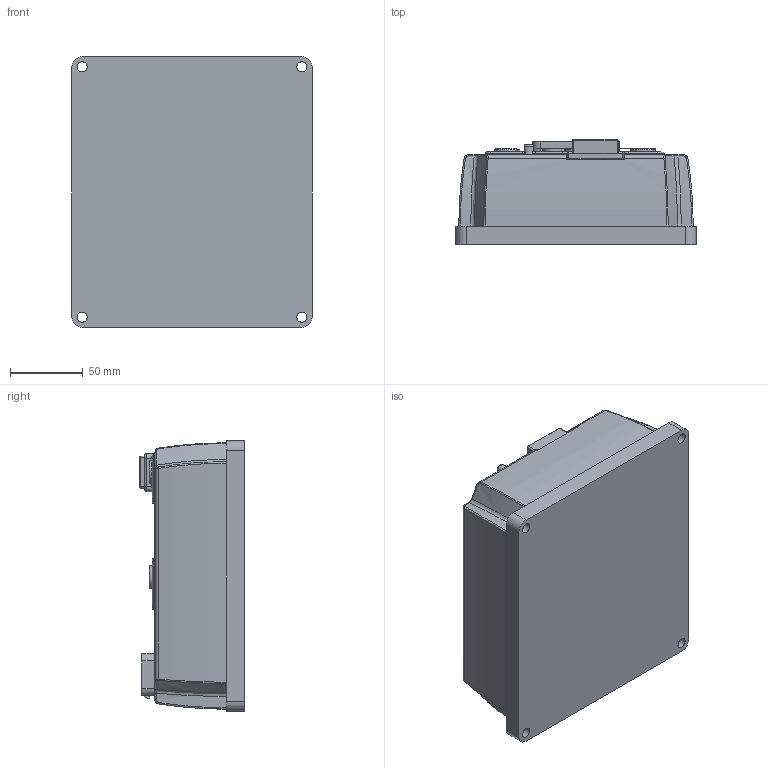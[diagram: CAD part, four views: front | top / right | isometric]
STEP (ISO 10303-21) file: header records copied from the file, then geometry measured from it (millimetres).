
FILE_DESCRIPTION(/* description */ (''),/* implementation_level */ '2;1');
FILE_NAME(/* name */ 'SEVCON GEN4 MOTOR CONTROLLER v2.step',/* time_stamp */ '2018-11-28T10:36:29-05:00',/* author */ ('aegadson'),/* organization */ (''),/* preprocessor_version */ 'ST-DEVELOPER v17.2',/* originating_system */ 'Autodesk Translation Framework v7.6.0.251',/* authorisation */ '');
FILE_SCHEMA (('AUTOMOTIVE_DESIGN { 1 0 10303 214 3 1 1 }'));
Length unit declared in the file: millimetre
Products named in the file (1): User Library-SEVCON GEN4 MOTOR CONTROLLER
Bounding box: 165 x 72.1 x 186 mm (x, y, z)
Volume: 633214.5 mm3; surface area: 208889.1 mm2
Topology: 12 solids, 12 shells, 668 faces, 1696 edges, 1078 vertices
Faces by surface type: plane 272, cylinder 224, bspline 91, torus 58, cone 23
Full cylindrical faces by diameter (mm): 5 x6, 7 x4, 13 x2, 15.6 x6, 16.5 x4, 17.5 x2, 21 x2
Entity records: 24903 total; most frequent: CARTESIAN_POINT 8776, ORIENTED_EDGE 3380, DIRECTION 3288, EDGE_CURVE 1690, AXIS2_PLACEMENT_3D 1167, VERTEX_POINT 1078, LINE 954, VECTOR 954
